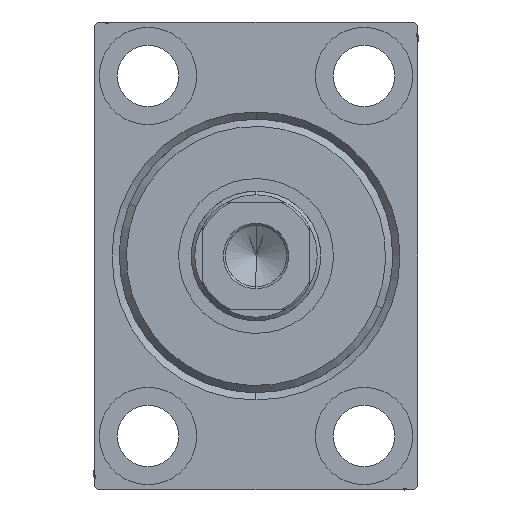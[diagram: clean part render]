
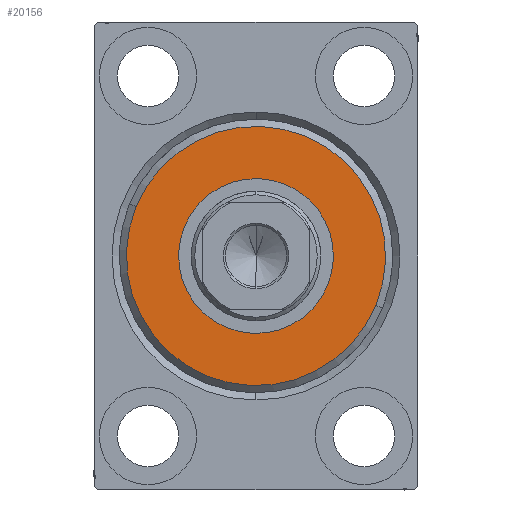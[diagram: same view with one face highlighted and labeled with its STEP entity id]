
A CAD part, left-side view. The second image highlights one B-rep face of the part: STEP entity #20156.
In plain terms, the highlighted face is planar.
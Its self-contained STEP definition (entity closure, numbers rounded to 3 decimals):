
#208 = DIRECTION ( 'NONE',  ( 1., 0., 0. ) ) ;
#1531 = ORIENTED_EDGE ( 'NONE', *, *, #22573, .T. ) ;
#2923 = FACE_OUTER_BOUND ( 'NONE', #26851, .T. ) ;
#3150 = DIRECTION ( 'NONE',  ( 0., 0., -1. ) ) ;
#3583 = DIRECTION ( 'NONE',  ( 1., 0., 0. ) ) ;
#5779 = ORIENTED_EDGE ( 'NONE', *, *, #28314, .T. ) ;
#7252 = EDGE_LOOP ( 'NONE', ( #5779, #15074 ) ) ;
#7525 = CARTESIAN_POINT ( 'NONE',  ( 3., 0., -10.75 ) ) ;
#7757 = DIRECTION ( 'NONE',  ( -1., 0., 0. ) ) ;
#7977 = CARTESIAN_POINT ( 'NONE',  ( 3., 0., 0. ) ) ;
#11682 = CIRCLE ( 'NONE', #24494, 18. ) ;
#11841 = CARTESIAN_POINT ( 'NONE',  ( 3., 0., -18. ) ) ;
#13652 = CARTESIAN_POINT ( 'NONE',  ( 3., 0., 0. ) ) ;
#14037 = DIRECTION ( 'NONE',  ( -1., 0., 0. ) ) ;
#14152 = VERTEX_POINT ( 'NONE', #25013 ) ;
#15074 = ORIENTED_EDGE ( 'NONE', *, *, #24477, .T. ) ;
#15954 = VERTEX_POINT ( 'NONE', #7525 ) ;
#16756 = DIRECTION ( 'NONE',  ( 1., 0., 0. ) ) ;
#17294 = EDGE_CURVE ( 'NONE', #31746, #14152, #11682, .T. ) ;
#20156 = ADVANCED_FACE ( 'NONE', ( #2923, #40736 ), #34065, .T. ) ;
#20643 = ORIENTED_EDGE ( 'NONE', *, *, #17294, .T. ) ;
#22553 = CARTESIAN_POINT ( 'NONE',  ( 3., 0., 10.75 ) ) ;
#22573 = EDGE_CURVE ( 'NONE', #14152, #31746, #33116, .T. ) ;
#23584 = DIRECTION ( 'NONE',  ( 0., 0., -1. ) ) ;
#23618 = CARTESIAN_POINT ( 'NONE',  ( 3., 0., 0. ) ) ;
#24477 = EDGE_CURVE ( 'NONE', #15954, #42470, #33815, .T. ) ;
#24494 = AXIS2_PLACEMENT_3D ( 'NONE', #13652, #16756, #33653 ) ;
#25013 = CARTESIAN_POINT ( 'NONE',  ( 3., 0., 18. ) ) ;
#26851 = EDGE_LOOP ( 'NONE', ( #1531, #20643 ) ) ;
#28314 = EDGE_CURVE ( 'NONE', #42470, #15954, #29627, .T. ) ;
#29627 = CIRCLE ( 'NONE', #31745, 10.75 ) ;
#30265 = AXIS2_PLACEMENT_3D ( 'NONE', #31371, #14037, #41388 ) ;
#31371 = CARTESIAN_POINT ( 'NONE',  ( 3., 0., 0. ) ) ;
#31745 = AXIS2_PLACEMENT_3D ( 'NONE', #7977, #7757, #35764 ) ;
#31746 = VERTEX_POINT ( 'NONE', #11841 ) ;
#33116 = CIRCLE ( 'NONE', #38798, 18. ) ;
#33653 = DIRECTION ( 'NONE',  ( 0., 0., -1. ) ) ;
#33815 = CIRCLE ( 'NONE', #30265, 10.75 ) ;
#33818 = AXIS2_PLACEMENT_3D ( 'NONE', #23618, #3583, #3150 ) ;
#34065 = PLANE ( 'NONE',  #33818 ) ;
#35764 = DIRECTION ( 'NONE',  ( 0., 0., -1. ) ) ;
#38798 = AXIS2_PLACEMENT_3D ( 'NONE', #41369, #208, #23584 ) ;
#40736 = FACE_BOUND ( 'NONE', #7252, .T. ) ;
#41369 = CARTESIAN_POINT ( 'NONE',  ( 3., 0., 0. ) ) ;
#41388 = DIRECTION ( 'NONE',  ( 0., 0., -1. ) ) ;
#42470 = VERTEX_POINT ( 'NONE', #22553 ) ;
